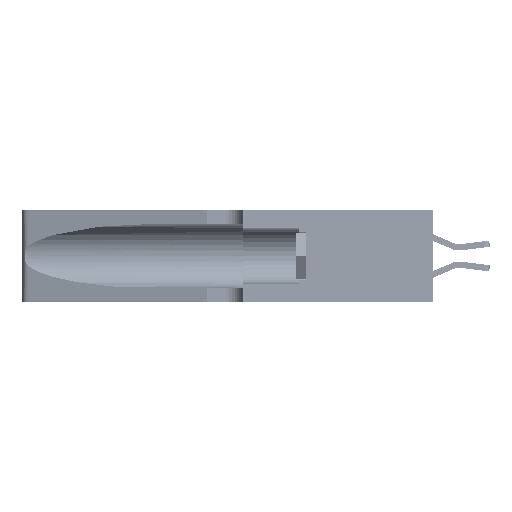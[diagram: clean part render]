
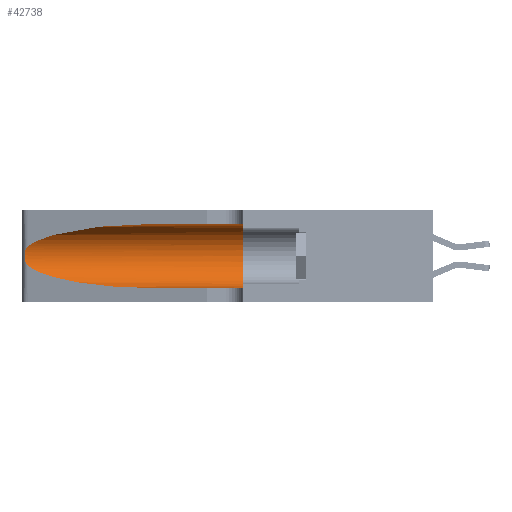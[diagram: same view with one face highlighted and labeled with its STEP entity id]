
A CAD part, left-side view. The second image highlights one B-rep face of the part: STEP entity #42738.
In plain terms, the highlighted cylindrical face has radius 3.308 mm (diameter 6.617 mm), a partial arc.
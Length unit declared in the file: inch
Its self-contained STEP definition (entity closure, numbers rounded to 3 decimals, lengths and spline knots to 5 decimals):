
#258 = EDGE_CURVE ( 'NONE', #10571, #7817, #39288, .T. ) ;
#359 = B_SPLINE_CURVE_WITH_KNOTS ( 'NONE', 3,
 ( #38774, #2417, #12064, #42563, #1992, #32191, #22466, #35692, #35552, #18663, #25571, #5770, #22181, #39191 ),
 .UNSPECIFIED., .F., .F.,
 ( 4, 2, 2, 2, 2, 2, 4 ),
 ( 0., 0.00027, 0.00053, 0.00107, 0.0016, 0.00187, 0.00214 ),
 .UNSPECIFIED. ) ;
#390 = ORIENTED_EDGE ( 'NONE', *, *, #23509, .F. ) ;
#492 = VERTEX_POINT ( 'NONE', #5003 ) ;
#1952 = EDGE_CURVE ( 'NONE', #10571, #37946, #31059, .T. ) ;
#1992 = CARTESIAN_POINT ( 'NONE',  ( 0.25854, 1.2359, 0.20912 ) ) ;
#2365 = EDGE_CURVE ( 'NONE', #3301, #32340, #4234, .T. ) ;
#2417 = CARTESIAN_POINT ( 'NONE',  ( 0.25555, 1.22994, 0.2215 ) ) ;
#3198 = CARTESIAN_POINT ( 'NONE',  ( 0.1305, 0.72297, 0.05475 ) ) ;
#3301 = VERTEX_POINT ( 'NONE', #3198 ) ;
#4234 = LINE ( 'NONE', #13934, #22056 ) ;
#4329 = ORIENTED_EDGE ( 'NONE', *, *, #2365, .T. ) ;
#5003 = CARTESIAN_POINT ( 'NONE',  ( 0.25487, 1.22718, 0.14631 ) ) ;
#5097 = EDGE_CURVE ( 'NONE', #492, #3301, #26926, .T. ) ;
#5406 = CARTESIAN_POINT ( 'NONE',  ( 0.1305, 0.35, 0.185 ) ) ;
#5770 = CARTESIAN_POINT ( 'NONE',  ( 0.25639, 1.23186, 0.15144 ) ) ;
#5795 = CARTESIAN_POINT ( 'NONE',  ( 0.1305, 0.35, 0.31525 ) ) ;
#6027 = FACE_OUTER_BOUND ( 'NONE', #23985, .T. ) ;
#7786 = CIRCLE ( 'NONE', #11615, 0.13025 ) ;
#7817 = VERTEX_POINT ( 'NONE', #9459 ) ;
#7939 = AXIS2_PLACEMENT_3D ( 'NONE', #37668, #34893, #41155 ) ;
#9459 = CARTESIAN_POINT ( 'NONE',  ( 0.25487, 1.22718, 0.22369 ) ) ;
#10571 = VERTEX_POINT ( 'NONE', #11465 ) ;
#10844 = CARTESIAN_POINT ( 'NONE',  ( 0.18966, 0.96281, 0.31525 ) ) ;
#11465 = CARTESIAN_POINT ( 'NONE',  ( 0.1305, 0.72297, 0.31525 ) ) ;
#11615 = AXIS2_PLACEMENT_3D ( 'NONE', #5406, #15347, #18720 ) ;
#12064 = CARTESIAN_POINT ( 'NONE',  ( 0.25639, 1.23184, 0.21858 ) ) ;
#13934 = CARTESIAN_POINT ( 'NONE',  ( 0.1305, 1.61858, 0.05475 ) ) ;
#14763 = CARTESIAN_POINT ( 'NONE',  ( 0.2373, 1.15595, 0.08982 ) ) ;
#15347 = DIRECTION ( 'NONE',  ( 0., 1., 0. ) ) ;
#15462 = ORIENTED_EDGE ( 'NONE', *, *, #5097, .T. ) ;
#18663 = CARTESIAN_POINT ( 'NONE',  ( 0.25856, 1.23593, 0.16098 ) ) ;
#18720 = DIRECTION ( 'NONE',  ( 0., 0., 1. ) ) ;
#19448 = CARTESIAN_POINT ( 'NONE',  ( 0.1305, 0.72297, 0.31525 ) ) ;
#20102 = DIRECTION ( 'NONE',  ( 0., -1., 0. ) ) ;
#20286 = CARTESIAN_POINT ( 'NONE',  ( 0.1305, 1.61858, 0.31525 ) ) ;
#22030 = EDGE_CURVE ( 'NONE', #7817, #492, #359, .T. ) ;
#22056 = VECTOR ( 'NONE', #20102, 39.37008 ) ;
#22094 = VECTOR ( 'NONE', #33817, 39.37008 ) ;
#22181 = CARTESIAN_POINT ( 'NONE',  ( 0.25555, 1.22993, 0.14849 ) ) ;
#22466 = CARTESIAN_POINT ( 'NONE',  ( 0.26075, 1.23896, 0.19203 ) ) ;
#23389 = ORIENTED_EDGE ( 'NONE', *, *, #22030, .T. ) ;
#23509 = EDGE_CURVE ( 'NONE', #37946, #32340, #7786, .T. ) ;
#23985 = EDGE_LOOP ( 'NONE', ( #26324, #23389, #15462, #4329, #390, #30131 ) ) ;
#25571 = CARTESIAN_POINT ( 'NONE',  ( 0.25789, 1.23486, 0.15765 ) ) ;
#26324 = ORIENTED_EDGE ( 'NONE', *, *, #258, .T. ) ;
#26926 =( BOUNDED_CURVE ( )  B_SPLINE_CURVE ( 3, ( #34910, #14763, #39090, #30166 ),
 .UNSPECIFIED., .F., .T. ) 
 B_SPLINE_CURVE_WITH_KNOTS ( ( 4, 4 ),
 ( 3.44316, 4.71239 ),
 .UNSPECIFIED. ) 
 CURVE ( )  GEOMETRIC_REPRESENTATION_ITEM ( )  RATIONAL_B_SPLINE_CURVE ( ( 1., 0.87, 0.87, 1. ) ) 
 REPRESENTATION_ITEM ( '' )  );
#28561 = CYLINDRICAL_SURFACE ( 'NONE', #7939, 0.13025 ) ;
#30131 = ORIENTED_EDGE ( 'NONE', *, *, #1952, .F. ) ;
#30166 = CARTESIAN_POINT ( 'NONE',  ( 0.1305, 0.72297, 0.05475 ) ) ;
#31059 = LINE ( 'NONE', #20286, #22094 ) ;
#32191 = CARTESIAN_POINT ( 'NONE',  ( 0.26018, 1.23835, 0.19895 ) ) ;
#32340 = VERTEX_POINT ( 'NONE', #34060 ) ;
#33817 = DIRECTION ( 'NONE',  ( 0., -1., 0. ) ) ;
#34060 = CARTESIAN_POINT ( 'NONE',  ( 0.1305, 0.35, 0.05475 ) ) ;
#34893 = DIRECTION ( 'NONE',  ( 0., -1., 0. ) ) ;
#34910 = CARTESIAN_POINT ( 'NONE',  ( 0.25487, 1.22718, 0.14631 ) ) ;
#35552 = CARTESIAN_POINT ( 'NONE',  ( 0.26017, 1.23833, 0.17102 ) ) ;
#35692 = CARTESIAN_POINT ( 'NONE',  ( 0.26075, 1.23896, 0.178 ) ) ;
#37668 = CARTESIAN_POINT ( 'NONE',  ( 0.1305, 1.61858, 0.185 ) ) ;
#37946 = VERTEX_POINT ( 'NONE', #5795 ) ;
#38774 = CARTESIAN_POINT ( 'NONE',  ( 0.25487, 1.22718, 0.22369 ) ) ;
#39090 = CARTESIAN_POINT ( 'NONE',  ( 0.18966, 0.96281, 0.05475 ) ) ;
#39191 = CARTESIAN_POINT ( 'NONE',  ( 0.25487, 1.22718, 0.14631 ) ) ;
#39288 =( BOUNDED_CURVE ( )  B_SPLINE_CURVE ( 3, ( #19448, #10844, #41347, #40915 ),
 .UNSPECIFIED., .F., .F. ) 
 B_SPLINE_CURVE_WITH_KNOTS ( ( 4, 4 ),
 ( 1.5708, 2.84003 ),
 .UNSPECIFIED. ) 
 CURVE ( )  GEOMETRIC_REPRESENTATION_ITEM ( )  RATIONAL_B_SPLINE_CURVE ( ( 1., 0.87, 0.87, 1. ) ) 
 REPRESENTATION_ITEM ( '' )  );
#40915 = CARTESIAN_POINT ( 'NONE',  ( 0.25487, 1.22718, 0.22369 ) ) ;
#41155 = DIRECTION ( 'NONE',  ( 0., 0., -1. ) ) ;
#41347 = CARTESIAN_POINT ( 'NONE',  ( 0.2373, 1.15595, 0.28018 ) ) ;
#42563 = CARTESIAN_POINT ( 'NONE',  ( 0.25787, 1.23484, 0.2124 ) ) ;
#42738 = ADVANCED_FACE ( 'NONE', ( #6027 ), #28561, .F. ) ;
